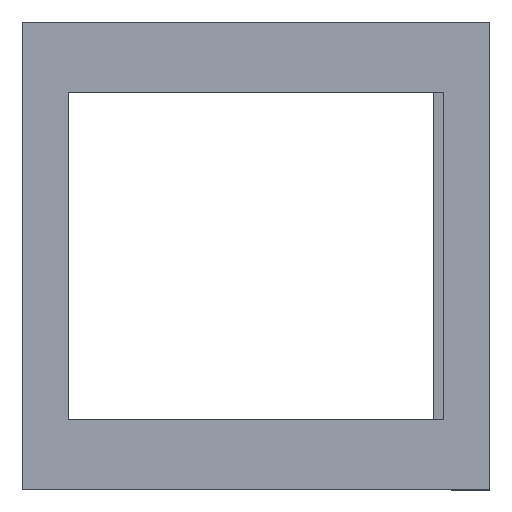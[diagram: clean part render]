
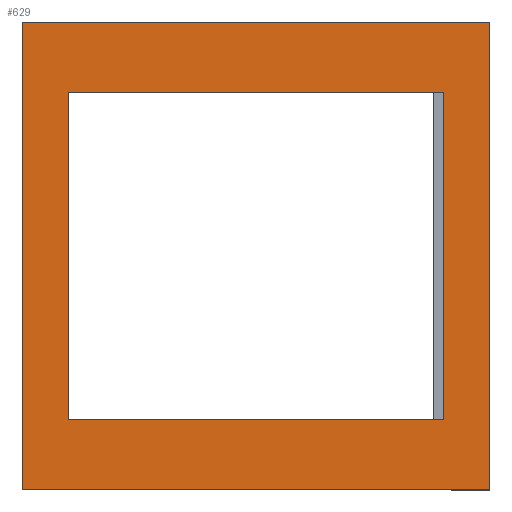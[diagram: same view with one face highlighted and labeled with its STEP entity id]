
A CAD part, left-side view. The second image highlights one B-rep face of the part: STEP entity #629.
In plain terms, the highlighted planar face has unit normal (-1, 0, 0).
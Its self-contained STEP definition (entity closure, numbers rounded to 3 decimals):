
#9 = EDGE_CURVE ( 'NONE', #230, #699, #32, .T. ) ;
#19 = EDGE_CURVE ( 'NONE', #240, #387, #264, .T. ) ;
#23 = CARTESIAN_POINT ( 'NONE',  ( -70., 2., 10. ) ) ;
#32 = LINE ( 'NONE', #83, #285 ) ;
#41 = CARTESIAN_POINT ( 'NONE',  ( -70., 20., -10. ) ) ;
#71 = DIRECTION ( 'NONE',  ( 0., 0., 1. ) ) ;
#79 = AXIS2_PLACEMENT_3D ( 'NONE', #693, #584, #360 ) ;
#83 = CARTESIAN_POINT ( 'NONE',  ( -70., 44.243, -7. ) ) ;
#97 = VECTOR ( 'NONE', #254, 1000. ) ;
#130 = ORIENTED_EDGE ( 'NONE', *, *, #174, .T. ) ;
#136 = EDGE_CURVE ( 'NONE', #699, #375, #397, .T. ) ;
#145 = CARTESIAN_POINT ( 'NONE',  ( -70., 0., -10. ) ) ;
#149 = EDGE_CURVE ( 'NONE', #230, #271, #496, .T. ) ;
#153 = VECTOR ( 'NONE', #71, 1000. ) ;
#163 = VERTEX_POINT ( 'NONE', #41 ) ;
#174 = EDGE_CURVE ( 'NONE', #163, #628, #270, .T. ) ;
#215 = CARTESIAN_POINT ( 'NONE',  ( -70., 2., 7. ) ) ;
#216 = CARTESIAN_POINT ( 'NONE',  ( -70., 18., -7. ) ) ;
#218 = ORIENTED_EDGE ( 'NONE', *, *, #149, .T. ) ;
#230 = VERTEX_POINT ( 'NONE', #216 ) ;
#240 = VERTEX_POINT ( 'NONE', #423 ) ;
#242 = FACE_OUTER_BOUND ( 'NONE', #546, .T. ) ;
#246 = CARTESIAN_POINT ( 'NONE',  ( -70., 0., 10. ) ) ;
#254 = DIRECTION ( 'NONE',  ( 0., -1., 0. ) ) ;
#256 = CARTESIAN_POINT ( 'NONE',  ( -70., 18., 7. ) ) ;
#257 = PLANE ( 'NONE',  #79 ) ;
#264 = LINE ( 'NONE', #476, #97 ) ;
#270 = LINE ( 'NONE', #644, #497 ) ;
#271 = VERTEX_POINT ( 'NONE', #256 ) ;
#285 = VECTOR ( 'NONE', #688, 1000. ) ;
#288 = DIRECTION ( 'NONE',  ( 0., 0., 1. ) ) ;
#314 = EDGE_LOOP ( 'NONE', ( #403, #218, #594, #464 ) ) ;
#338 = VECTOR ( 'NONE', #563, 1000. ) ;
#347 = ORIENTED_EDGE ( 'NONE', *, *, #471, .F. ) ;
#360 = DIRECTION ( 'NONE',  ( 0., 0., -1. ) ) ;
#374 = DIRECTION ( 'NONE',  ( 0., -1., 0. ) ) ;
#375 = VERTEX_POINT ( 'NONE', #215 ) ;
#377 = EDGE_CURVE ( 'NONE', #628, #387, #421, .T. ) ;
#387 = VERTEX_POINT ( 'NONE', #579 ) ;
#397 = LINE ( 'NONE', #23, #619 ) ;
#403 = ORIENTED_EDGE ( 'NONE', *, *, #9, .F. ) ;
#418 = DIRECTION ( 'NONE',  ( 0., -1., 0. ) ) ;
#421 = LINE ( 'NONE', #246, #634 ) ;
#423 = CARTESIAN_POINT ( 'NONE',  ( -70., 20., 10. ) ) ;
#433 = CARTESIAN_POINT ( 'NONE',  ( -70., 44.243, 7. ) ) ;
#459 = FACE_BOUND ( 'NONE', #314, .T. ) ;
#464 = ORIENTED_EDGE ( 'NONE', *, *, #136, .F. ) ;
#471 = EDGE_CURVE ( 'NONE', #163, #240, #669, .T. ) ;
#476 = CARTESIAN_POINT ( 'NONE',  ( -70., 2., 10. ) ) ;
#496 = LINE ( 'NONE', #621, #338 ) ;
#497 = VECTOR ( 'NONE', #418, 1000. ) ;
#514 = ORIENTED_EDGE ( 'NONE', *, *, #19, .F. ) ;
#540 = CARTESIAN_POINT ( 'NONE',  ( -70., 2., -7. ) ) ;
#545 = ORIENTED_EDGE ( 'NONE', *, *, #377, .T. ) ;
#546 = EDGE_LOOP ( 'NONE', ( #514, #347, #130, #545 ) ) ;
#563 = DIRECTION ( 'NONE',  ( 0., 0., 1. ) ) ;
#579 = CARTESIAN_POINT ( 'NONE',  ( -70., 0., 10. ) ) ;
#584 = DIRECTION ( 'NONE',  ( 1., 0., 0. ) ) ;
#594 = ORIENTED_EDGE ( 'NONE', *, *, #680, .T. ) ;
#599 = LINE ( 'NONE', #433, #675 ) ;
#619 = VECTOR ( 'NONE', #288, 1000. ) ;
#621 = CARTESIAN_POINT ( 'NONE',  ( -70., 18., -10. ) ) ;
#628 = VERTEX_POINT ( 'NONE', #145 ) ;
#629 = ADVANCED_FACE ( 'NONE', ( #459, #242 ), #257, .F. ) ;
#633 = DIRECTION ( 'NONE',  ( 0., 0., 1. ) ) ;
#634 = VECTOR ( 'NONE', #633, 1000. ) ;
#644 = CARTESIAN_POINT ( 'NONE',  ( -70., 2., -10. ) ) ;
#669 = LINE ( 'NONE', #672, #153 ) ;
#672 = CARTESIAN_POINT ( 'NONE',  ( -70., 20., -10. ) ) ;
#675 = VECTOR ( 'NONE', #374, 1000. ) ;
#680 = EDGE_CURVE ( 'NONE', #271, #375, #599, .T. ) ;
#688 = DIRECTION ( 'NONE',  ( 0., -1., 0. ) ) ;
#693 = CARTESIAN_POINT ( 'NONE',  ( -70., 2., 10. ) ) ;
#699 = VERTEX_POINT ( 'NONE', #540 ) ;
